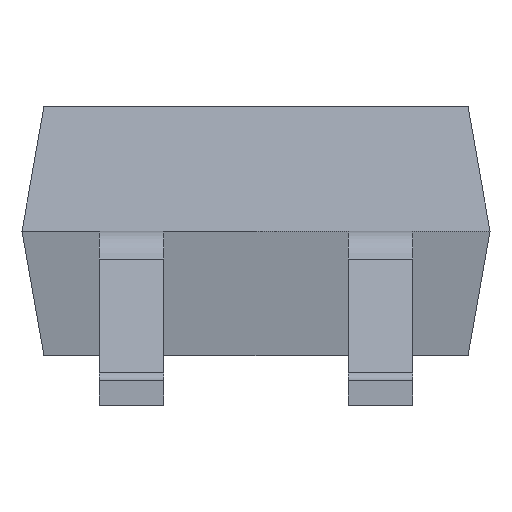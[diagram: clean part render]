
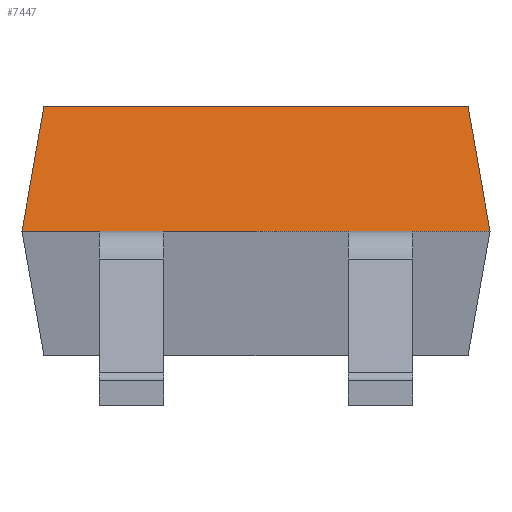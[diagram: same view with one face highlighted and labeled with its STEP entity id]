
A CAD part, front view. The second image highlights one B-rep face of the part: STEP entity #7447.
In plain terms, the highlighted planar face has unit normal (0, -0.985, 0.174).
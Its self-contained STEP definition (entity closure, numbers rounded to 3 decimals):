
#151 = ORIENTED_EDGE ( 'NONE', *, *, #7493, .T. ) ;
#274 = CARTESIAN_POINT ( 'NONE',  ( -2.35, -1.9, 0. ) ) ;
#630 = EDGE_CURVE ( 'NONE', #2535, #2306, #1273, .T. ) ;
#967 = LINE ( 'NONE', #12969, #1528 ) ;
#1179 = DIRECTION ( 'NONE',  ( 0., -0.174, -0.985 ) ) ;
#1204 = DIRECTION ( 'NONE',  ( 1., 0., 0. ) ) ;
#1222 = CARTESIAN_POINT ( 'NONE',  ( 2.13, -1.68, 1.25 ) ) ;
#1252 = PLANE ( 'NONE',  #6354 ) ;
#1273 = LINE ( 'NONE', #274, #10093 ) ;
#1528 = VECTOR ( 'NONE', #14207, 1000. ) ;
#2049 = VECTOR ( 'NONE', #6522, 1000. ) ;
#2306 = VERTEX_POINT ( 'NONE', #10881 ) ;
#2535 = VERTEX_POINT ( 'NONE', #13704 ) ;
#2895 = VECTOR ( 'NONE', #4692, 1000. ) ;
#4156 = ORIENTED_EDGE ( 'NONE', *, *, #630, .T. ) ;
#4409 = VERTEX_POINT ( 'NONE', #1222 ) ;
#4585 = ORIENTED_EDGE ( 'NONE', *, *, #14132, .F. ) ;
#4692 = DIRECTION ( 'NONE',  ( -0.171, -0.171, -0.97 ) ) ;
#5775 = FACE_OUTER_BOUND ( 'NONE', #10506, .T. ) ;
#6354 = AXIS2_PLACEMENT_3D ( 'NONE', #8948, #11007, #1179 ) ;
#6522 = DIRECTION ( 'NONE',  ( 0.171, -0.171, -0.97 ) ) ;
#7426 = EDGE_CURVE ( 'NONE', #10244, #4409, #967, .T. ) ;
#7447 = ADVANCED_FACE ( 'NONE', ( #5775 ), #1252, .T. ) ;
#7493 = EDGE_CURVE ( 'NONE', #10244, #2535, #12164, .T. ) ;
#8948 = CARTESIAN_POINT ( 'NONE',  ( -2.35, -1.9, 0. ) ) ;
#9154 = ORIENTED_EDGE ( 'NONE', *, *, #7426, .F. ) ;
#10093 = VECTOR ( 'NONE', #1204, 1000. ) ;
#10180 = CARTESIAN_POINT ( 'NONE',  ( -2.13, -1.68, 1.25 ) ) ;
#10244 = VERTEX_POINT ( 'NONE', #10180 ) ;
#10506 = EDGE_LOOP ( 'NONE', ( #4156, #4585, #9154, #151 ) ) ;
#10881 = CARTESIAN_POINT ( 'NONE',  ( 2.35, -1.9, 0. ) ) ;
#11007 = DIRECTION ( 'NONE',  ( 0., -0.985, 0.174 ) ) ;
#12164 = LINE ( 'NONE', #12308, #2895 ) ;
#12308 = CARTESIAN_POINT ( 'NONE',  ( -2.35, -1.9, 0. ) ) ;
#12969 = CARTESIAN_POINT ( 'NONE',  ( -2.35, -1.68, 1.25 ) ) ;
#13054 = LINE ( 'NONE', #14072, #2049 ) ;
#13704 = CARTESIAN_POINT ( 'NONE',  ( -2.35, -1.9, 0. ) ) ;
#14072 = CARTESIAN_POINT ( 'NONE',  ( 2.239, -1.789, 0.631 ) ) ;
#14132 = EDGE_CURVE ( 'NONE', #4409, #2306, #13054, .T. ) ;
#14207 = DIRECTION ( 'NONE',  ( 1., 0., 0. ) ) ;
